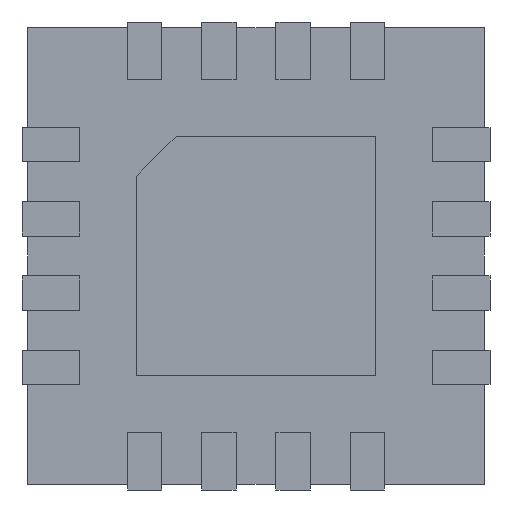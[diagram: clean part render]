
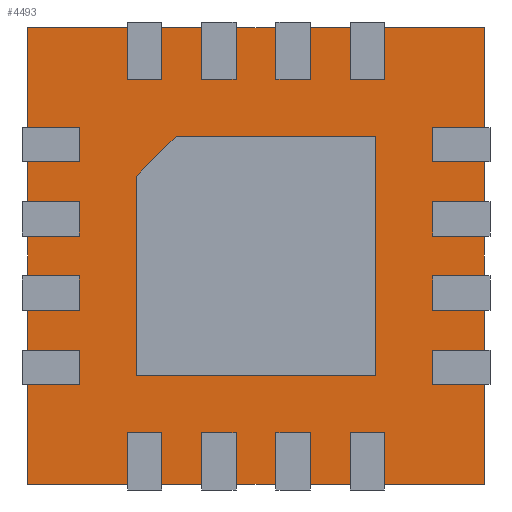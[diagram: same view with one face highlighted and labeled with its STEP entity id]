
A CAD part, front view. The second image highlights one B-rep face of the part: STEP entity #4493.
In plain terms, the highlighted planar face has unit normal (0, -1, 0).
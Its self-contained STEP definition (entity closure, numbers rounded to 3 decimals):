
#4294 = CARTESIAN_POINT ( 'NONE',  ( -2., 0.05, -2. ) ) ;
#4295 = VERTEX_POINT ( 'NONE', #4294 ) ;
#4296 = CARTESIAN_POINT ( 'NONE',  ( -2., 0.05, 2. ) ) ;
#4297 = VERTEX_POINT ( 'NONE', #4296 ) ;
#4298 = CARTESIAN_POINT ( 'NONE',  ( -2., 0.05, 2. ) ) ;
#4299 = DIRECTION ( 'NONE',  ( 0., 0., 1. ) ) ;
#4300 = VECTOR ( 'NONE', #4299, 1000. ) ;
#4301 = LINE ( 'NONE', #4298, #4300 ) ;
#4302 = EDGE_CURVE ( 'NONE', #4295, #4297, #4301, .T. ) ;
#4334 = CARTESIAN_POINT ( 'NONE',  ( 2., 0.05, 2. ) ) ;
#4335 = VERTEX_POINT ( 'NONE', #4334 ) ;
#4336 = CARTESIAN_POINT ( 'NONE',  ( 2., 0.05, 2. ) ) ;
#4337 = DIRECTION ( 'NONE',  ( 1., 0., 0. ) ) ;
#4338 = VECTOR ( 'NONE', #4337, 1000. ) ;
#4339 = LINE ( 'NONE', #4336, #4338 ) ;
#4340 = EDGE_CURVE ( 'NONE', #4297, #4335, #4339, .T. ) ;
#4365 = CARTESIAN_POINT ( 'NONE',  ( 2., 0.05, -2. ) ) ;
#4366 = VERTEX_POINT ( 'NONE', #4365 ) ;
#4367 = CARTESIAN_POINT ( 'NONE',  ( 2., 0.05, 2. ) ) ;
#4368 = DIRECTION ( 'NONE',  ( 0., 0., -1. ) ) ;
#4369 = VECTOR ( 'NONE', #4368, 1000. ) ;
#4370 = LINE ( 'NONE', #4367, #4369 ) ;
#4371 = EDGE_CURVE ( 'NONE', #4335, #4366, #4370, .T. ) ;
#4396 = CARTESIAN_POINT ( 'NONE',  ( 2., 0.05, -2. ) ) ;
#4397 = DIRECTION ( 'NONE',  ( -1., 0., 0. ) ) ;
#4398 = VECTOR ( 'NONE', #4397, 1000. ) ;
#4399 = LINE ( 'NONE', #4396, #4398 ) ;
#4400 = EDGE_CURVE ( 'NONE', #4366, #4295, #4399, .T. ) ;
#4440 = CARTESIAN_POINT ( 'NONE',  ( 1.05, 0.05, -1.05 ) ) ;
#4441 = VERTEX_POINT ( 'NONE', #4440 ) ;
#4442 = CARTESIAN_POINT ( 'NONE',  ( 1.05, 0.05, 1.05 ) ) ;
#4443 = VERTEX_POINT ( 'NONE', #4442 ) ;
#4444 = CARTESIAN_POINT ( 'NONE',  ( 1.05, 0.05, -1.05 ) ) ;
#4445 = DIRECTION ( 'NONE',  ( 0., 0., 1. ) ) ;
#4446 = VECTOR ( 'NONE', #4445, 1000. ) ;
#4447 = LINE ( 'NONE', #4444, #4446 ) ;
#4448 = EDGE_CURVE ( 'NONE', #4441, #4443, #4447, .T. ) ;
#4449 = ORIENTED_EDGE ( 'NONE', *, *, #4448, .F. ) ;
#4450 = CARTESIAN_POINT ( 'NONE',  ( -1.05, 0.05, -1.05 ) ) ;
#4451 = VERTEX_POINT ( 'NONE', #4450 ) ;
#4452 = CARTESIAN_POINT ( 'NONE',  ( -1.05, 0.05, -1.05 ) ) ;
#4453 = DIRECTION ( 'NONE',  ( 1., 0., 0. ) ) ;
#4454 = VECTOR ( 'NONE', #4453, 1000. ) ;
#4455 = LINE ( 'NONE', #4452, #4454 ) ;
#4456 = EDGE_CURVE ( 'NONE', #4451, #4441, #4455, .T. ) ;
#4457 = ORIENTED_EDGE ( 'NONE', *, *, #4456, .F. ) ;
#4458 = CARTESIAN_POINT ( 'NONE',  ( -1.05, 0.05, 0.7 ) ) ;
#4459 = VERTEX_POINT ( 'NONE', #4458 ) ;
#4460 = CARTESIAN_POINT ( 'NONE',  ( -1.05, 0.05, -1.05 ) ) ;
#4461 = DIRECTION ( 'NONE',  ( 0., 0., -1. ) ) ;
#4462 = VECTOR ( 'NONE', #4461, 1000. ) ;
#4463 = LINE ( 'NONE', #4460, #4462 ) ;
#4464 = EDGE_CURVE ( 'NONE', #4459, #4451, #4463, .T. ) ;
#4465 = ORIENTED_EDGE ( 'NONE', *, *, #4464, .F. ) ;
#4466 = CARTESIAN_POINT ( 'NONE',  ( -0.7, 0.05, 1.05 ) ) ;
#4467 = VERTEX_POINT ( 'NONE', #4466 ) ;
#4468 = CARTESIAN_POINT ( 'NONE',  ( -1.05, 0.05, 0.7 ) ) ;
#4469 = DIRECTION ( 'NONE',  ( 0.707, 0., 0.707 ) ) ;
#4470 = VECTOR ( 'NONE', #4469, 1000. ) ;
#4471 = LINE ( 'NONE', #4468, #4470 ) ;
#4472 = EDGE_CURVE ( 'NONE', #4459, #4467, #4471, .T. ) ;
#4473 = ORIENTED_EDGE ( 'NONE', *, *, #4472, .T. ) ;
#4474 = CARTESIAN_POINT ( 'NONE',  ( -1.05, 0.05, 1.05 ) ) ;
#4475 = DIRECTION ( 'NONE',  ( -1., 0., 0. ) ) ;
#4476 = VECTOR ( 'NONE', #4475, 1000. ) ;
#4477 = LINE ( 'NONE', #4474, #4476 ) ;
#4478 = EDGE_CURVE ( 'NONE', #4443, #4467, #4477, .T. ) ;
#4479 = ORIENTED_EDGE ( 'NONE', *, *, #4478, .F. ) ;
#4480 = EDGE_LOOP ( 'NONE', ( #4449, #4457, #4465, #4473, #4479 ) ) ;
#4481 = FACE_BOUND ( 'NONE', #4480, .T. ) ;
#4482 = ORIENTED_EDGE ( 'NONE', *, *, #4302, .F. ) ;
#4483 = ORIENTED_EDGE ( 'NONE', *, *, #4400, .F. ) ;
#4484 = ORIENTED_EDGE ( 'NONE', *, *, #4371, .F. ) ;
#4485 = ORIENTED_EDGE ( 'NONE', *, *, #4340, .F. ) ;
#4486 = EDGE_LOOP ( 'NONE', ( #4482, #4483, #4484, #4485 ) ) ;
#4487 = FACE_OUTER_BOUND ( 'NONE', #4486, .T. ) ;
#4488 = CARTESIAN_POINT ( 'NONE',  ( 0., 0.05, 0. ) ) ;
#4489 = DIRECTION ( 'NONE',  ( 0., 1., 0. ) ) ;
#4490 = DIRECTION ( 'NONE',  ( 0., 0., 1. ) ) ;
#4491 = AXIS2_PLACEMENT_3D ( 'NONE', #4488, #4489, #4490 ) ;
#4492 = PLANE ( 'NONE', #4491 ) ;
#4493 = ADVANCED_FACE ( 'NONE', ( #4481, #4487 ), #4492, .F. ) ;
